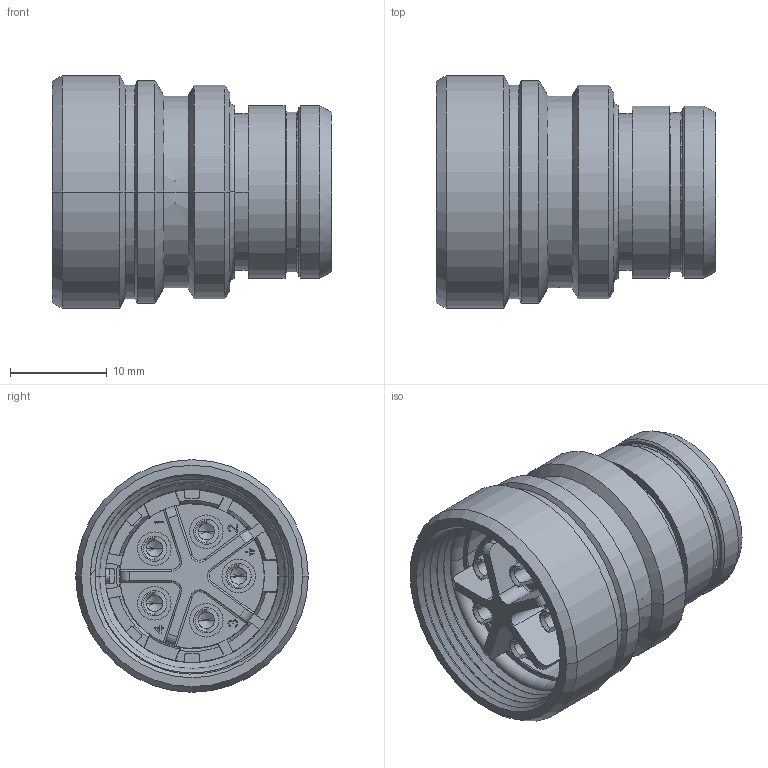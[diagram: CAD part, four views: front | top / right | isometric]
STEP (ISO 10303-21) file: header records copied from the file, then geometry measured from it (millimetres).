
FILE_DESCRIPTION((''),'2;1');
FILE_NAME('1331P295FZ','2024-07-31T15:43:08',('paultorloting'),('NET AG system integration'),'CREO PARAMETRIC BY PTC INC, 2021404','CREO PARAMETRIC BY PTC INC, 2021404','');
FILE_SCHEMA(('AUTOMOTIVE_DESIGN { 1 0 10303 214 1 1 1 1 }'));
Length unit declared in the file: millimetre
Products named in the file (1): 1331P295FZ
Bounding box: 28.8 x 24 x 24 mm (x, y, z)
Volume: 6092.7 mm3; surface area: 8409.7 mm2
Topology: 1 solids, 1 shells, 857 faces, 2236 edges, 1449 vertices
Faces by surface type: plane 478, cylinder 208, cone 101, torus 63, bspline 7
Entity records: 33470 total; most frequent: CARTESIAN_POINT 8471, ORIENTED_EDGE 4452, DIRECTION 4403, EDGE_CURVE 2226, AXIS2_PLACEMENT_3D 1495, VERTEX_POINT 1449, VECTOR 1410, LINE 1410
